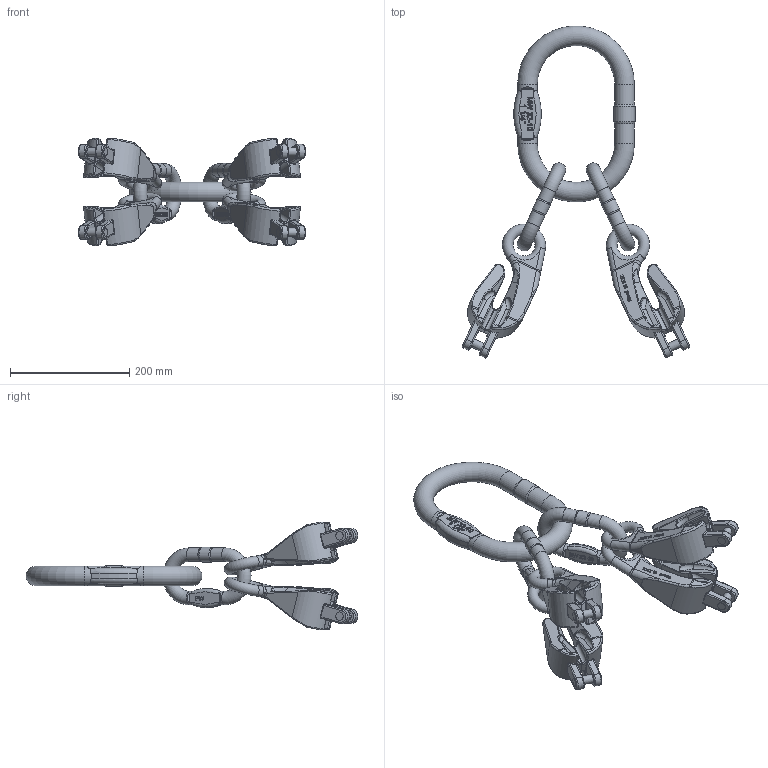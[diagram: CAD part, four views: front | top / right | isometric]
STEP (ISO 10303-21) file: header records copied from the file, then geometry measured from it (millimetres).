
FILE_DESCRIPTION(/* description */ (''),/* implementation_level */ '2;1');
FILE_NAME(/* name */ 'VMXKW13 Kundenmodell.stp',/* time_stamp */ '2017-11-10T08:07:23+01:00',/* author */ (''),/* organization */ (''),/* preprocessor_version */ 'ST-DEVELOPER v16',/* originating_system */ 'SIEMENS PLM Software NX 11.0',/* authorisation */ '');
FILE_SCHEMA (('AUTOMOTIVE_DESIGN { 1 0 10303 214 3 1 1 1 }'));
Length unit declared in the file: millimetre
Products named in the file (1): zer2024C0C46vo9
Bounding box: 382.23 x 557.86 x 181.28 mm (x, y, z)
Volume: 2576328.6 mm3; surface area: 356950.3 mm2
Topology: 11 solids, 11 shells, 2190 faces, 5484 edges, 3354 vertices
Faces by surface type: plane 750, extrusion 475, cylinder 381, bspline 372, torus 130, sphere 60, cone 22
Full cylindrical faces by diameter (mm): 14 x12, 23 x8, 24.725 x2, 33 x4, 35.475 x1
Entity records: 79495 total; most frequent: CARTESIAN_POINT 31357, ORIENTED_EDGE 10746, DIRECTION 8258, EDGE_CURVE 5373, VERTEX_POINT 3346, AXIS2_PLACEMENT_3D 2764, VECTOR 2730, EDGE_LOOP 2353
